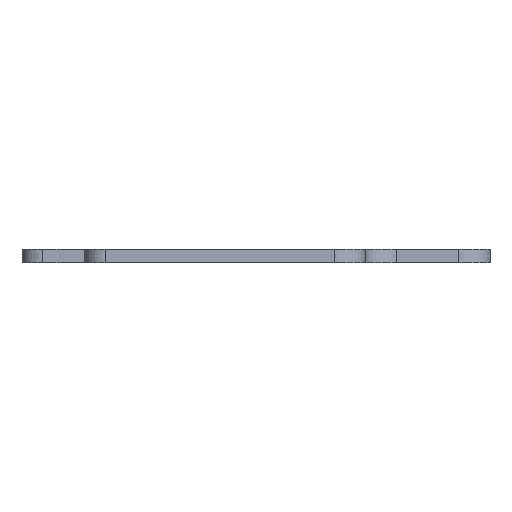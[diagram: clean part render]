
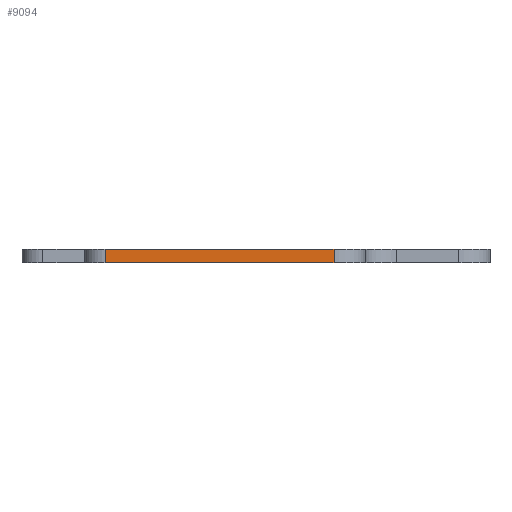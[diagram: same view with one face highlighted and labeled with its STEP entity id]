
A CAD part, left-side view. The second image highlights one B-rep face of the part: STEP entity #9094.
In plain terms, the highlighted planar face has unit normal (-1, 0, 0).
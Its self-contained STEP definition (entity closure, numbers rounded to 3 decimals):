
#83 = PLANE('',#84);
#84 = AXIS2_PLACEMENT_3D('',#85,#86,#87);
#85 = CARTESIAN_POINT('',(127.971,-64.707,1.6));
#86 = DIRECTION('',(-0.,-0.,-1.));
#87 = DIRECTION('',(-1.,0.,0.));
#137 = PLANE('',#138);
#138 = AXIS2_PLACEMENT_3D('',#139,#140,#141);
#139 = CARTESIAN_POINT('',(127.971,-64.707,0.));
#140 = DIRECTION('',(-0.,-0.,-1.));
#141 = DIRECTION('',(-1.,0.,0.));
#170 = CYLINDRICAL_SURFACE('',#171,2.54);
#171 = AXIS2_PLACEMENT_3D('',#172,#173,#174);
#172 = CARTESIAN_POINT('',(90.17,-46.99,0.));
#173 = DIRECTION('',(-0.,-0.,-1.));
#174 = DIRECTION('',(1.,0.,-0.));
#584 = VERTEX_POINT('',#585);
#585 = CARTESIAN_POINT('',(87.63,-74.93,0.));
#604 = CYLINDRICAL_SURFACE('',#605,3.81);
#605 = AXIS2_PLACEMENT_3D('',#606,#607,#608);
#606 = CARTESIAN_POINT('',(91.44,-74.93,0.));
#607 = DIRECTION('',(-0.,-0.,-1.));
#608 = DIRECTION('',(1.,0.,-0.));
#616 = EDGE_CURVE('',#584,#617,#619,.T.);
#617 = VERTEX_POINT('',#618);
#618 = CARTESIAN_POINT('',(87.63,-46.99,0.));
#619 = SURFACE_CURVE('',#620,(#624,#631),.PCURVE_S1.);
#620 = LINE('',#621,#622);
#621 = CARTESIAN_POINT('',(87.63,-74.93,0.));
#622 = VECTOR('',#623,1.);
#623 = DIRECTION('',(0.,1.,0.));
#624 = PCURVE('',#137,#625);
#625 = DEFINITIONAL_REPRESENTATION('',(#626),#630);
#626 = LINE('',#627,#628);
#627 = CARTESIAN_POINT('',(40.341,-10.223));
#628 = VECTOR('',#629,1.);
#629 = DIRECTION('',(0.,1.));
#630 = ( GEOMETRIC_REPRESENTATION_CONTEXT(2) 
PARAMETRIC_REPRESENTATION_CONTEXT() REPRESENTATION_CONTEXT('2D SPACE',''
  ) );
#631 = PCURVE('',#632,#637);
#632 = PLANE('',#633);
#633 = AXIS2_PLACEMENT_3D('',#634,#635,#636);
#634 = CARTESIAN_POINT('',(87.63,-74.93,0.));
#635 = DIRECTION('',(-1.,0.,0.));
#636 = DIRECTION('',(0.,1.,0.));
#637 = DEFINITIONAL_REPRESENTATION('',(#638),#642);
#638 = LINE('',#639,#640);
#639 = CARTESIAN_POINT('',(0.,0.));
#640 = VECTOR('',#641,1.);
#641 = DIRECTION('',(1.,0.));
#642 = ( GEOMETRIC_REPRESENTATION_CONTEXT(2) 
PARAMETRIC_REPRESENTATION_CONTEXT() REPRESENTATION_CONTEXT('2D SPACE',''
  ) );
#5244 = VERTEX_POINT('',#5245);
#5245 = CARTESIAN_POINT('',(87.63,-74.93,1.6));
#5271 = EDGE_CURVE('',#5244,#5272,#5274,.T.);
#5272 = VERTEX_POINT('',#5273);
#5273 = CARTESIAN_POINT('',(87.63,-46.99,1.6));
#5274 = SURFACE_CURVE('',#5275,(#5279,#5286),.PCURVE_S1.);
#5275 = LINE('',#5276,#5277);
#5276 = CARTESIAN_POINT('',(87.63,-74.93,1.6));
#5277 = VECTOR('',#5278,1.);
#5278 = DIRECTION('',(0.,1.,0.));
#5279 = PCURVE('',#83,#5280);
#5280 = DEFINITIONAL_REPRESENTATION('',(#5281),#5285);
#5281 = LINE('',#5282,#5283);
#5282 = CARTESIAN_POINT('',(40.341,-10.223));
#5283 = VECTOR('',#5284,1.);
#5284 = DIRECTION('',(0.,1.));
#5285 = ( GEOMETRIC_REPRESENTATION_CONTEXT(2) 
PARAMETRIC_REPRESENTATION_CONTEXT() REPRESENTATION_CONTEXT('2D SPACE',''
  ) );
#5286 = PCURVE('',#632,#5287);
#5287 = DEFINITIONAL_REPRESENTATION('',(#5288),#5292);
#5288 = LINE('',#5289,#5290);
#5289 = CARTESIAN_POINT('',(0.,-1.6));
#5290 = VECTOR('',#5291,1.);
#5291 = DIRECTION('',(1.,0.));
#5292 = ( GEOMETRIC_REPRESENTATION_CONTEXT(2) 
PARAMETRIC_REPRESENTATION_CONTEXT() REPRESENTATION_CONTEXT('2D SPACE',''
  ) );
#9046 = EDGE_CURVE('',#617,#5272,#9047,.T.);
#9047 = SURFACE_CURVE('',#9048,(#9052,#9059),.PCURVE_S1.);
#9048 = LINE('',#9049,#9050);
#9049 = CARTESIAN_POINT('',(87.63,-46.99,0.));
#9050 = VECTOR('',#9051,1.);
#9051 = DIRECTION('',(0.,0.,1.));
#9052 = PCURVE('',#170,#9053);
#9053 = DEFINITIONAL_REPRESENTATION('',(#9054),#9058);
#9054 = LINE('',#9055,#9056);
#9055 = CARTESIAN_POINT('',(-3.142,0.));
#9056 = VECTOR('',#9057,1.);
#9057 = DIRECTION('',(-0.,-1.));
#9058 = ( GEOMETRIC_REPRESENTATION_CONTEXT(2) 
PARAMETRIC_REPRESENTATION_CONTEXT() REPRESENTATION_CONTEXT('2D SPACE',''
  ) );
#9059 = PCURVE('',#632,#9060);
#9060 = DEFINITIONAL_REPRESENTATION('',(#9061),#9065);
#9061 = LINE('',#9062,#9063);
#9062 = CARTESIAN_POINT('',(27.94,0.));
#9063 = VECTOR('',#9064,1.);
#9064 = DIRECTION('',(0.,-1.));
#9065 = ( GEOMETRIC_REPRESENTATION_CONTEXT(2) 
PARAMETRIC_REPRESENTATION_CONTEXT() REPRESENTATION_CONTEXT('2D SPACE',''
  ) );
#9094 = ADVANCED_FACE('',(#9095),#632,.T.);
#9095 = FACE_BOUND('',#9096,.T.);
#9096 = EDGE_LOOP('',(#9097,#9118,#9119,#9120));
#9097 = ORIENTED_EDGE('',*,*,#9098,.T.);
#9098 = EDGE_CURVE('',#584,#5244,#9099,.T.);
#9099 = SURFACE_CURVE('',#9100,(#9104,#9111),.PCURVE_S1.);
#9100 = LINE('',#9101,#9102);
#9101 = CARTESIAN_POINT('',(87.63,-74.93,0.));
#9102 = VECTOR('',#9103,1.);
#9103 = DIRECTION('',(0.,0.,1.));
#9104 = PCURVE('',#632,#9105);
#9105 = DEFINITIONAL_REPRESENTATION('',(#9106),#9110);
#9106 = LINE('',#9107,#9108);
#9107 = CARTESIAN_POINT('',(0.,0.));
#9108 = VECTOR('',#9109,1.);
#9109 = DIRECTION('',(0.,-1.));
#9110 = ( GEOMETRIC_REPRESENTATION_CONTEXT(2) 
PARAMETRIC_REPRESENTATION_CONTEXT() REPRESENTATION_CONTEXT('2D SPACE',''
  ) );
#9111 = PCURVE('',#604,#9112);
#9112 = DEFINITIONAL_REPRESENTATION('',(#9113),#9117);
#9113 = LINE('',#9114,#9115);
#9114 = CARTESIAN_POINT('',(-3.142,0.));
#9115 = VECTOR('',#9116,1.);
#9116 = DIRECTION('',(-0.,-1.));
#9117 = ( GEOMETRIC_REPRESENTATION_CONTEXT(2) 
PARAMETRIC_REPRESENTATION_CONTEXT() REPRESENTATION_CONTEXT('2D SPACE',''
  ) );
#9118 = ORIENTED_EDGE('',*,*,#5271,.T.);
#9119 = ORIENTED_EDGE('',*,*,#9046,.F.);
#9120 = ORIENTED_EDGE('',*,*,#616,.F.);
